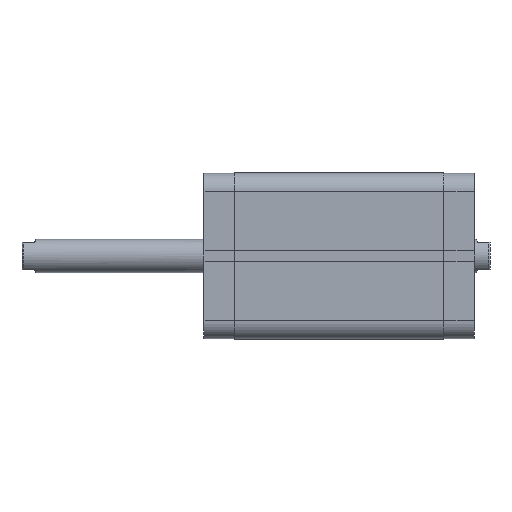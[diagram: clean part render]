
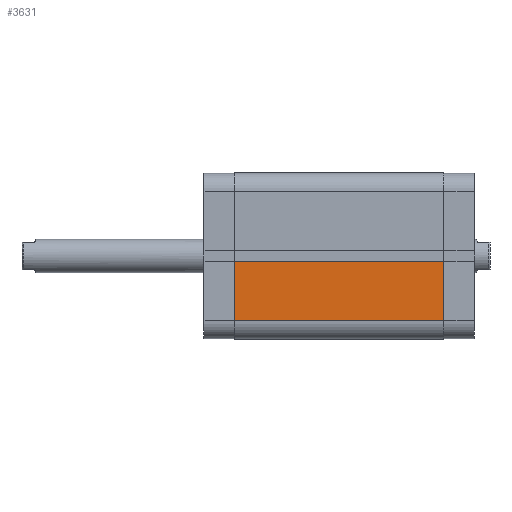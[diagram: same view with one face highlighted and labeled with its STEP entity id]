
A CAD part, front view. The second image highlights one B-rep face of the part: STEP entity #3631.
In plain terms, the highlighted planar face has unit normal (0, -1, 0).
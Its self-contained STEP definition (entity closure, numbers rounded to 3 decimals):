
#180 = EDGE_CURVE ( 'NONE', #3097, #3078, #2682, .T. ) ;
#181 = EDGE_CURVE ( 'NONE', #3097, #3086, #2684, .T. ) ;
#184 = EDGE_CURVE ( 'NONE', #3078, #3084, #2690, .T. ) ;
#185 = EDGE_CURVE ( 'NONE', #3086, #3084, #2688, .T. ) ;
#1519 = AXIS2_PLACEMENT_3D ( 'NONE', #6473, #6624, #6625 ) ;
#2006 = ORIENTED_EDGE ( 'NONE', *, *, #181, .T. ) ;
#2007 = ORIENTED_EDGE ( 'NONE', *, *, #180, .F. ) ;
#2008 = ORIENTED_EDGE ( 'NONE', *, *, #184, .F. ) ;
#2009 = ORIENTED_EDGE ( 'NONE', *, *, #185, .T. ) ;
#2266 = EDGE_LOOP ( 'NONE', ( #2009, #2008, #2007, #2006 ) ) ;
#2682 = LINE ( 'NONE', #3873, #2683 ) ;
#2683 = VECTOR ( 'NONE', #3874, 1000. ) ;
#2684 = LINE ( 'NONE', #3876, #2685 ) ;
#2685 = VECTOR ( 'NONE', #3877, 1000. ) ;
#2688 = LINE ( 'NONE', #3875, #2692 ) ;
#2690 = LINE ( 'NONE', #3883, #2691 ) ;
#2691 = VECTOR ( 'NONE', #3884, 1000. ) ;
#2692 = VECTOR ( 'NONE', #3886, 1000. ) ;
#3078 = VERTEX_POINT ( 'NONE', #4746 ) ;
#3084 = VERTEX_POINT ( 'NONE', #4752 ) ;
#3086 = VERTEX_POINT ( 'NONE', #4754 ) ;
#3097 = VERTEX_POINT ( 'NONE', #4765 ) ;
#3631 = ADVANCED_FACE ( 'NONE', ( #5584 ), #6610, .F. ) ;
#3873 = CARTESIAN_POINT ( 'NONE',  ( 0., -40., 100.5 ) ) ;
#3874 = DIRECTION ( 'NONE',  ( 1., 0., 0. ) ) ;
#3875 = CARTESIAN_POINT ( 'NONE',  ( 0., -40., 0. ) ) ;
#3876 = CARTESIAN_POINT ( 'NONE',  ( -31., -40., 100.5 ) ) ;
#3877 = DIRECTION ( 'NONE',  ( 0., 0., -1. ) ) ;
#3883 = CARTESIAN_POINT ( 'NONE',  ( -2.6, -40., 100.5 ) ) ;
#3884 = DIRECTION ( 'NONE',  ( 0., 0., -1. ) ) ;
#3886 = DIRECTION ( 'NONE',  ( 1., 0., 0. ) ) ;
#4746 = CARTESIAN_POINT ( 'NONE',  ( -2.6, -40., 100.5 ) ) ;
#4752 = CARTESIAN_POINT ( 'NONE',  ( -2.6, -40., 0. ) ) ;
#4754 = CARTESIAN_POINT ( 'NONE',  ( -31., -40., 0. ) ) ;
#4765 = CARTESIAN_POINT ( 'NONE',  ( -31., -40., 100.5 ) ) ;
#5584 = FACE_OUTER_BOUND ( 'NONE', #2266, .T. ) ;
#6473 = CARTESIAN_POINT ( 'NONE',  ( 0., -40., 100.5 ) ) ;
#6610 = PLANE ( 'NONE',  #1519 ) ;
#6624 = DIRECTION ( 'NONE',  ( 0., 1., 0. ) ) ;
#6625 = DIRECTION ( 'NONE',  ( 0., 0., 1. ) ) ;
